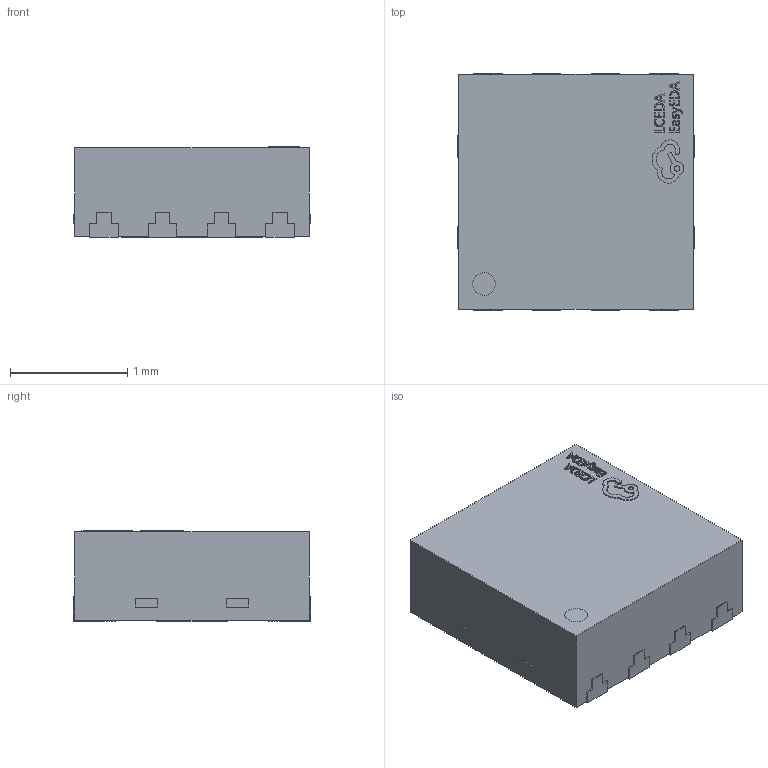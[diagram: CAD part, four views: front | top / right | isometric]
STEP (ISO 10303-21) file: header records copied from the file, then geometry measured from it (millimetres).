
FILE_DESCRIPTION(('FreeCAD Model'),'2;1');
FILE_NAME('Open CASCADE Shape Model','2025-02-24T00:56:31',(''),(''), 'Open CASCADE STEP processor 7.6','FreeCAD','Unknown');
FILE_SCHEMA(('AUTOMOTIVE_DESIGN { 1 0 10303 214 1 1 1 1 }'));
Length unit declared in the file: millimetre
Products named in the file (1): xZpb-U2-DFN-8_L2.0-W2.0-P0.50-BL-EP-1
Bounding box: 2.02 x 2.02 x 0.77 mm (x, y, z)
Volume: 3 mm3; surface area: 14.3 mm2
Topology: 1 solids, 1 shells, 417 faces, 1149 edges, 766 vertices
Faces by surface type: plane 283, bspline 112, cylinder 22
Entity records: 17117 total; most frequent: CARTESIAN_POINT 4437, ORIENTED_EDGE 2298, DIRECTION 1577, EDGE_CURVE 1149, LINE 877, VECTOR 877, VERTEX_POINT 766, FACE_BOUND 449
